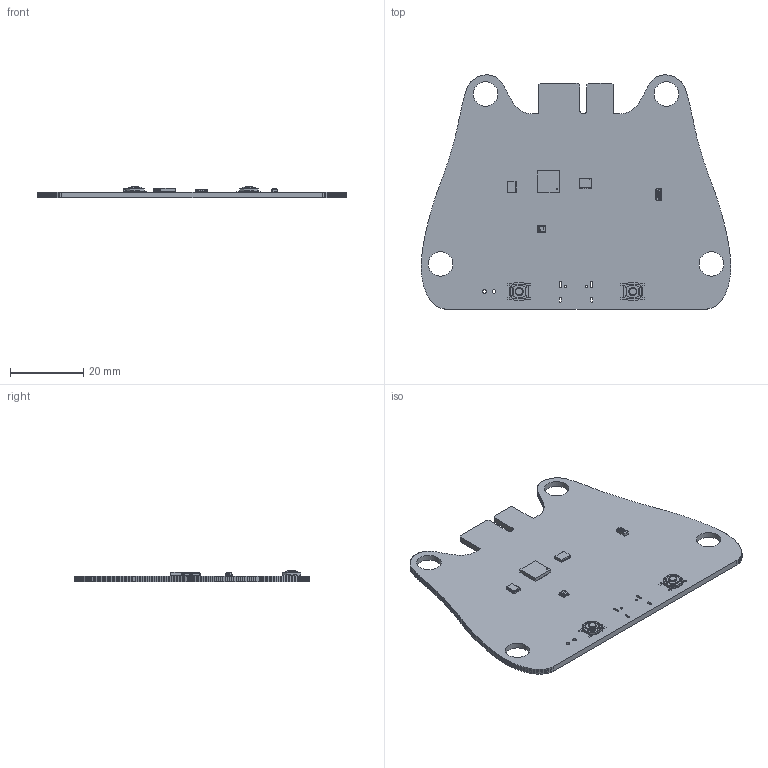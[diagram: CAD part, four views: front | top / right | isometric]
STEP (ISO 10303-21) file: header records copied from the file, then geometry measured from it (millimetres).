
FILE_DESCRIPTION(('KiCad electronic assembly'),'2;1');
FILE_NAME('board.step','2025-01-07T20:11:10',('Pcbnew'),('Kicad'), 'Open CASCADE STEP processor 7.6','KiCad to STEP converter','Unknown' );
FILE_SCHEMA(('AUTOMOTIVE_DESIGN { 1 0 10303 214 1 1 1 1 }'));
Length unit declared in the file: millimetre
Products named in the file (14): board 1; BMP388; X322516MLB4SI; TS-1187A-B-A-B; QFN28_6X6MC_MCH; part; ABM8-272-T3_ABR; ABS07-32.768KHZ-T; ABS07; sensors_PCB
Assembly tree (14 placements, depth 3):
  board 1
    BMP388
      BMP388
    X322516MLB4SI
      X322516MLB4SI
    TS-1187A-B-A-B  x2
      TS-1187A-B-A-B
    QFN28_6X6MC_MCH
      part
    ABM8-272-T3_ABR
      part
    ABS07-32.768KHZ-T
      ABS07
    sensors_PCB
Bounding box: 84.59 x 63.98 x 3.2 mm (x, y, z)
Volume: 7022.6 mm3; surface area: 9877 mm2
Topology: 73 solids, 73 shells, 1695 faces, 4347 edges, 2770 vertices
Faces by surface type: plane 1219, cylinder 337, sphere 56, torus 44, bspline 39
Full cylindrical faces by diameter (mm): 0.13 x1, 0.3 x1, 0.6 x2, 1 x2, 6.7 x4
Entity records: 46658 total; most frequent: CARTESIAN_POINT 9743, ORIENTED_EDGE 7162, DIRECTION 6713, EDGE_CURVE 3581, LINE 3033, VECTOR 3033, VERTEX_POINT 2334, AXIS2_PLACEMENT_3D 1840
